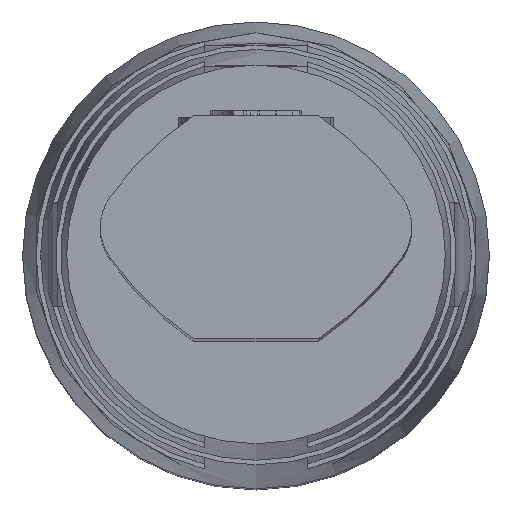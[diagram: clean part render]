
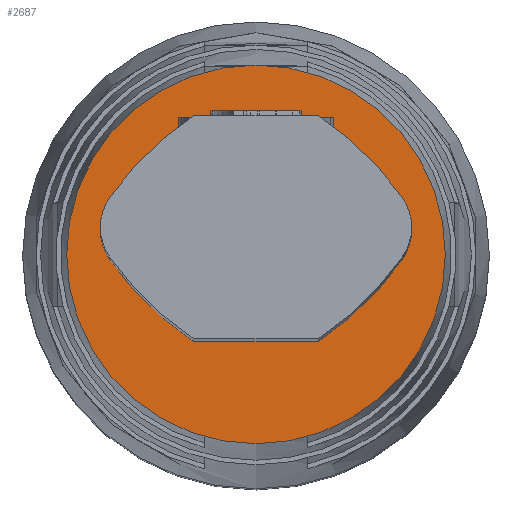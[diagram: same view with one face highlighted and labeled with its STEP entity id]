
A CAD part, top view. The second image highlights one B-rep face of the part: STEP entity #2687.
In plain terms, the highlighted planar face has unit normal (0, 0, 1).
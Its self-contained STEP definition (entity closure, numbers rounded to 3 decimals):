
#382=CIRCLE('',#2966,3.65);
#473=FACE_OUTER_BOUND('',#655,.T.);
#655=EDGE_LOOP('',(#1991));
#1251=VERTEX_POINT('',#3932);
#1530=EDGE_CURVE('',#1251,#1251,#382,.T.);
#1991=ORIENTED_EDGE('',*,*,#1530,.T.);
#2586=PLANE('',#2967);
#2687=ADVANCED_FACE('',(#473),#2586,.T.);
#2966=AXIS2_PLACEMENT_3D('',#3933,#3305,#3306);
#2967=AXIS2_PLACEMENT_3D('',#3934,#3307,#3308);
#3305=DIRECTION('center_axis',(0.,0.,1.));
#3306=DIRECTION('ref_axis',(0.,-1.,0.));
#3307=DIRECTION('center_axis',(0.,0.,1.));
#3308=DIRECTION('ref_axis',(1.,0.,0.));
#3932=CARTESIAN_POINT('',(0.,-3.65,0.));
#3933=CARTESIAN_POINT('Origin',(0.,0.,0.));
#3934=CARTESIAN_POINT('Origin',(0.,-1.825,0.));
